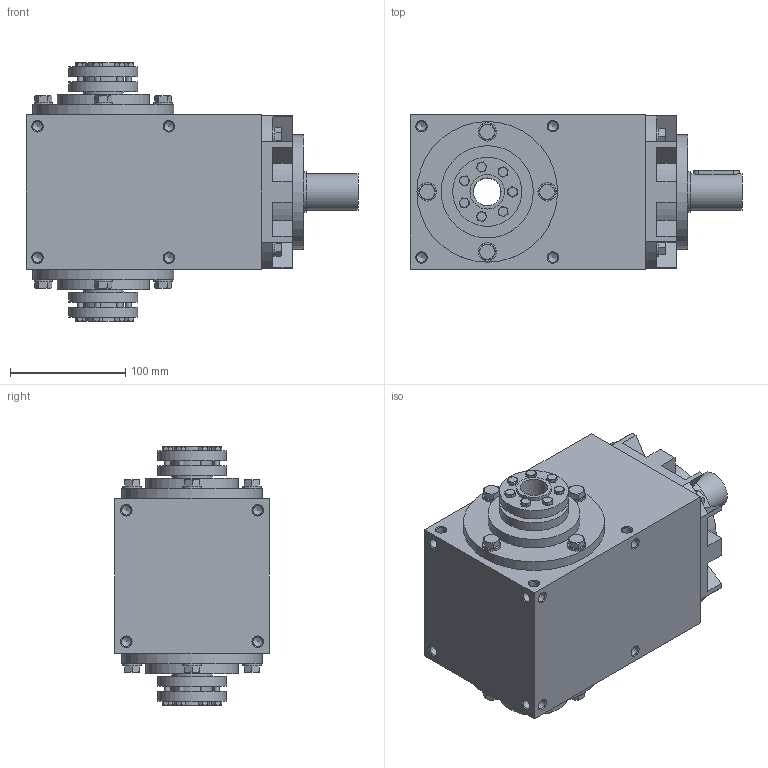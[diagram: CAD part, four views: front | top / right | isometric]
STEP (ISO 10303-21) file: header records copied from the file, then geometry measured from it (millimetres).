
FILE_DESCRIPTION(/* description */ ('STEP AP203'),/* implementation_level */ '2;1');
FILE_NAME(/* name */ 'RHA32_R.1_2',/* time_stamp */ '2023-01-10T11:01:22+01:00',/* author */ ('License CC BY-ND 4.0'),/* organization */ ('CADENAS'),/* preprocessor_version */ 'ST-DEVELOPER v18.102',/* originating_system */ 'PARTsolutions',/* authorisation */ ' ');
FILE_SCHEMA (('CONFIG_CONTROL_DESIGN'));
Length unit declared in the file: millimetre
Products named in the file (5): RHA32_R.1/2; RA32-shrink_disk; RC_RR32-screw; RHX32-screw; RHA32-case
Assembly tree (15 placements, depth 2):
  RHA32_R.1/2
    RA32-shrink_disk  x2
    RC_RR32-screw  x8
    RHX32-screw  x4
    RHA32-case
Bounding box: 288 x 134 x 224 mm (x, y, z)
Volume: 4400736.9 mm3; surface area: 259684 mm2
Topology: 15 solids, 15 shells, 658 faces, 1551 edges, 966 vertices
Faces by surface type: plane 323, cone 206, cylinder 129
Full cylindrical faces by diameter (mm): 5 x14, 6.647 x5, 6.88 x14, 8.376 x40, 10 x4, 16 x12, 24 x2, 26 x1, 30 x4, 32 x1, 35 x5, 60 x4, 80 x2, 99 x1, 122 x2
Entity records: 12052 total; most frequent: CARTESIAN_POINT 2037, DIRECTION 1738, ORIENTED_EDGE 1498, EDGE_CURVE 749, AXIS2_PLACEMENT_3D 705, FACE_BOUND 595, EDGE_LOOP 570, VERTEX_POINT 554
